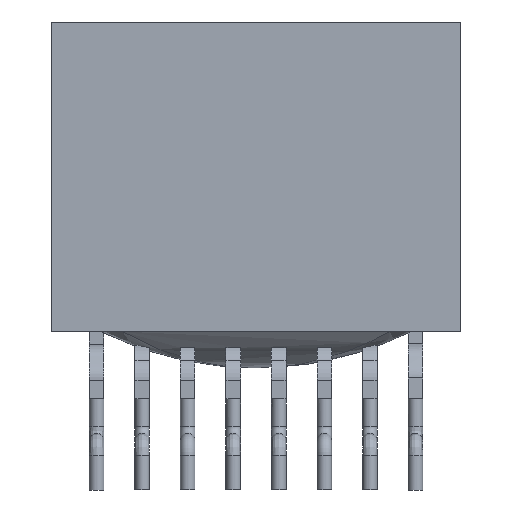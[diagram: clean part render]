
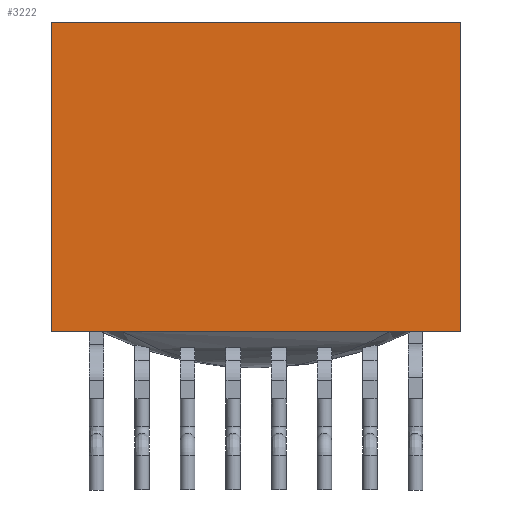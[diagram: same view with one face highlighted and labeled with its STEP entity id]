
A CAD part, front view. The second image highlights one B-rep face of the part: STEP entity #3222.
In plain terms, the highlighted planar face has unit normal (0, -1, 0).
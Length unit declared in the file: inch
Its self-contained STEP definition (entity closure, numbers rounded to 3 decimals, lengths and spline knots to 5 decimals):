
#210=LINE('',#4811,#420);
#315=LINE('',#6491,#525);
#322=LINE('',#6504,#532);
#324=LINE('',#6507,#534);
#420=VECTOR('',#3737,0.225);
#525=VECTOR('',#4246,0.17);
#532=VECTOR('',#4257,0.17);
#534=VECTOR('',#4261,0.225);
#658=PLANE('',#3555);
#864=FACE_OUTER_BOUND('',#1075,.T.);
#1075=EDGE_LOOP('',(#2741,#2742,#2743,#2744));
#1420=VERTEX_POINT('',#4808);
#1421=VERTEX_POINT('',#4810);
#1597=VERTEX_POINT('',#6489);
#1600=VERTEX_POINT('',#6499);
#1732=EDGE_CURVE('',#1421,#1420,#210,.T.);
#1998=EDGE_CURVE('',#1420,#1597,#315,.T.);
#2005=EDGE_CURVE('',#1600,#1421,#322,.T.);
#2007=EDGE_CURVE('',#1597,#1600,#324,.T.);
#2741=ORIENTED_EDGE('',*,*,#1998,.T.);
#2742=ORIENTED_EDGE('',*,*,#2007,.T.);
#2743=ORIENTED_EDGE('',*,*,#2005,.T.);
#2744=ORIENTED_EDGE('',*,*,#1732,.T.);
#3222=ADVANCED_FACE('',(#864),#658,.F.);
#3555=AXIS2_PLACEMENT_3D('',#6532,#4290,#4291);
#3737=DIRECTION('',(1.,0.,0.));
#4246=DIRECTION('',(0.,0.,1.));
#4257=DIRECTION('',(0.,0.,-1.));
#4261=DIRECTION('',(-1.,0.,0.));
#4290=DIRECTION('center_axis',(0.,1.,0.));
#4291=DIRECTION('ref_axis',(0.,0.,1.));
#4808=CARTESIAN_POINT('',(0.1125,0.,0.));
#4810=CARTESIAN_POINT('',(-0.1125,0.,0.));
#4811=CARTESIAN_POINT('',(-0.1125,0.,0.));
#6489=CARTESIAN_POINT('',(0.1125,0.,0.17));
#6491=CARTESIAN_POINT('',(0.1125,0.,0.));
#6499=CARTESIAN_POINT('',(-0.1125,0.,0.17));
#6504=CARTESIAN_POINT('',(-0.1125,0.,0.17));
#6507=CARTESIAN_POINT('',(0.1125,0.,0.17));
#6532=CARTESIAN_POINT('Origin',(0.,0.,0.));
